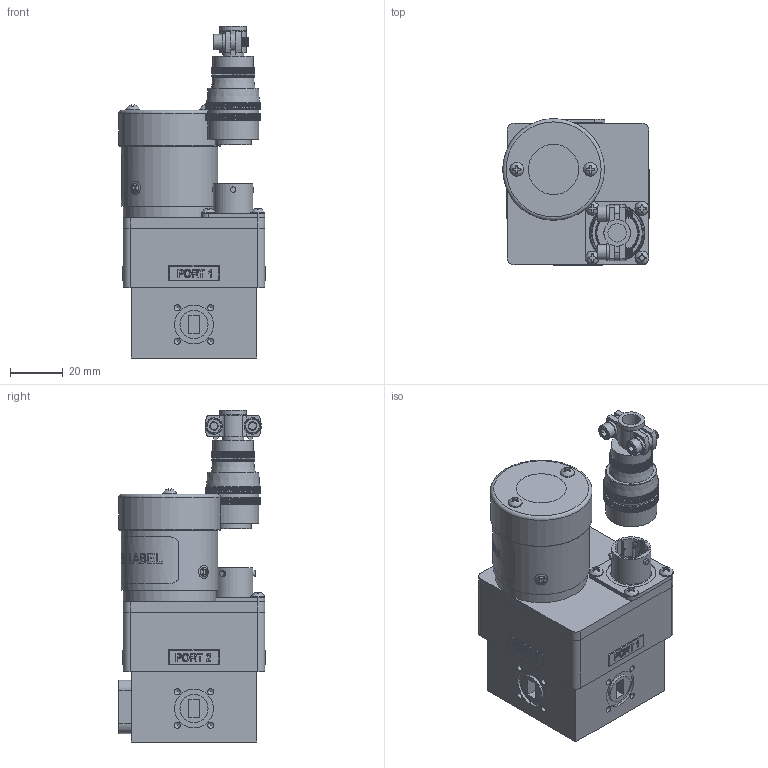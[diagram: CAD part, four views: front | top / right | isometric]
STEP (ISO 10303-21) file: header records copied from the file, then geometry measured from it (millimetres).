
FILE_DESCRIPTION (( 'STEP AP203' ), '1' );
FILE_NAME ('FMWGS6002_3D.step', '2021-06-18T17:11:43', ( '' ), ( '' ), 'SwSTEP 2.0', 'SolidWorks 2020', '' );
FILE_SCHEMA (( 'CONFIG_CONTROL_DESIGN' ));
Products named in the file (1): FMWGS6002_3D
Bounding box: 55.63 x 55.63 x 125.93 mm (x, y, z)
Volume: 191228.8 mm3; surface area: 33250.7 mm2
Topology: 3 solids, 11 shells, 7590 faces, 17147 edges, 9688 vertices
Faces by surface type: bspline 5471, cylinder 1400, plane 577, cone 111, torus 23, sphere 8
Full cylindrical faces by diameter (mm): 1.016 x6, 1.676 x6, 2.032 x6, 2.261 x12, 2.527 x8, 2.794 x8, 3.048 x2, 3.454 x4, 3.658 x3, 3.759 x2, 4.267 x4, 5.283 x6, 5.74 x2, 6.248 x2, 6.987 x1, 8.003 x1, 10.035 x1, 10.668 x4, 11.684 x1, 13.716 x1, 14.732 x3, 14.986 x1, 15.392 x1, 18.796 x1, 19.05 x2, 19.304 x2, 35.052 x1, 36.703 x1, 38.608 x1
Entity records: 262594 total; most frequent: CARTESIAN_POINT 154766, ORIENTED_EDGE 33730, EDGE_CURVE 16865, VERTEX_POINT 9584, EDGE_LOOP 7857, DIRECTION 7779, FACE_OUTER_BOUND 7689, ADVANCED_FACE 7574
